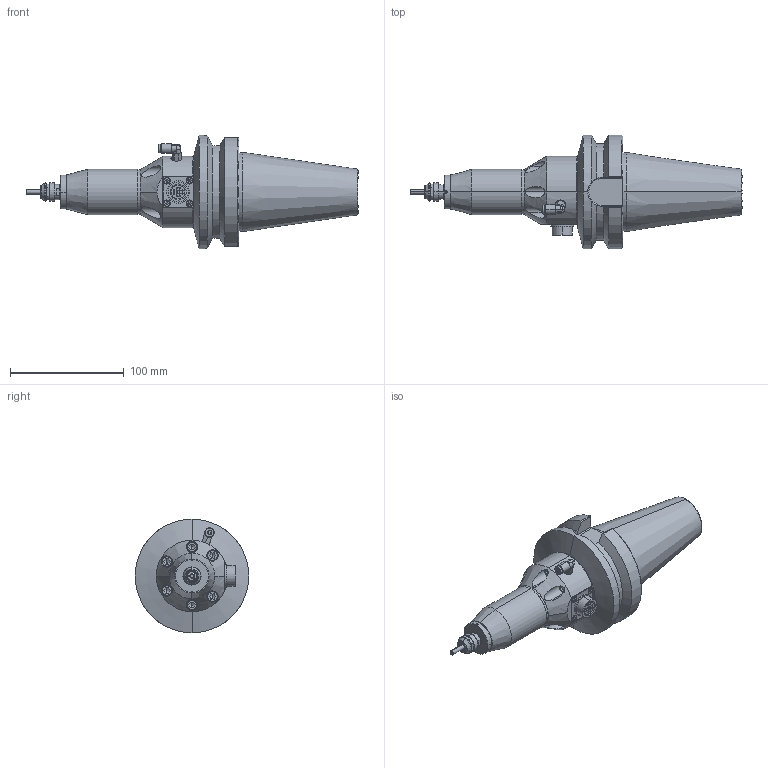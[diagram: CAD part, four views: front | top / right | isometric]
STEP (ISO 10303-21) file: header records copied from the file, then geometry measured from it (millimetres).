
FILE_DESCRIPTION (( 'STEP AP203' ), '1' );
FILE_NAME ('HES510-BT50.STEP', '2018-04-04T04:35:23', ( '' ), ( '' ), 'SwSTEP 2.0', 'SolidWorks 2013', '' );
FILE_SCHEMA (( 'CONFIG_CONTROL_DESIGN' ));
Length unit declared in the file: millimetre
Products named in the file (1): HES510-BT50
Bounding box: 292.27 x 100 x 100 mm (x, y, z)
Surface area: 73379.3 mm2 (no closed solid volume)
Topology: 0 solids, 36 shells, 357 faces, 1060 edges, 723 vertices
Faces by surface type: cylinder 124, plane 120, cone 91, bspline 22
Entity records: 15586 total; most frequent: CARTESIAN_POINT 6385, DIRECTION 1859, ORIENTED_EDGE 1726, EDGE_CURVE 1038, VERTEX_POINT 723, AXIS2_PLACEMENT_3D 684, LINE 491, VECTOR 491
